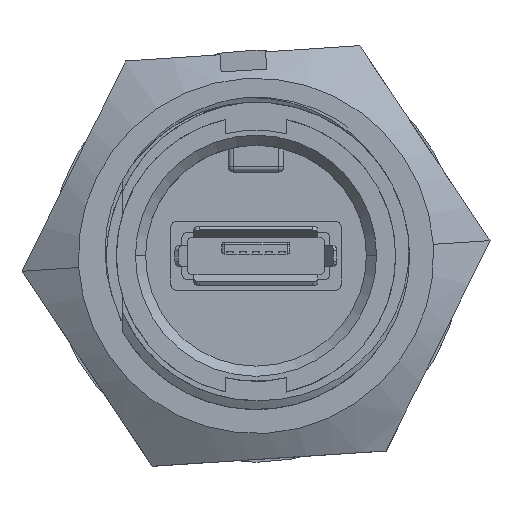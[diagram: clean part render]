
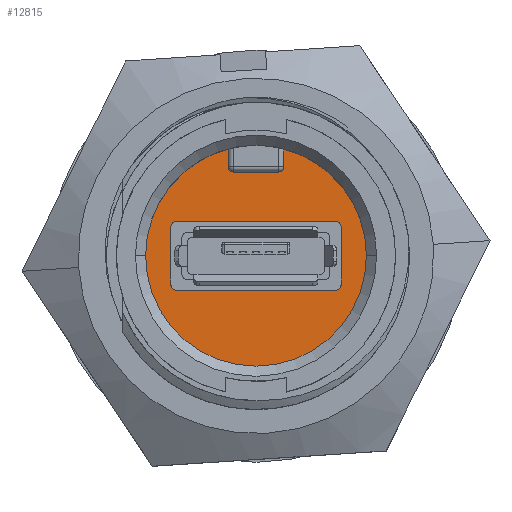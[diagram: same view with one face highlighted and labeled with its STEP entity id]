
A CAD part, top view. The second image highlights one B-rep face of the part: STEP entity #12815.
In plain terms, the highlighted planar face has unit normal (0, 0, 1).
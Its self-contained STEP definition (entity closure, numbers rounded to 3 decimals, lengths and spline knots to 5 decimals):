
#216 = ORIENTED_EDGE ( 'NONE', *, *, #7356, .T. ) ;
#325 = CIRCLE ( 'NONE', #28792, 0.2175 ) ;
#448 = DIRECTION ( 'NONE',  ( 0., 1., 0. ) ) ;
#573 = EDGE_CURVE ( 'NONE', #12502, #26824, #29423, .T. ) ;
#662 = CIRCLE ( 'NONE', #20564, 0.2175 ) ;
#681 = DIRECTION ( 'NONE',  ( -1., 0., 0. ) ) ;
#695 = CARTESIAN_POINT ( 'NONE',  ( -0.1675, 0.0575, -0.165 ) ) ;
#1169 = CARTESIAN_POINT ( 'NONE',  ( -0.1675, -0.0675, -0.165 ) ) ;
#1176 = CIRCLE ( 'NONE', #6519, 0.01 ) ;
#1299 = VECTOR ( 'NONE', #16272, 39.37008 ) ;
#1387 = CARTESIAN_POINT ( 'NONE',  ( 0., 0., -0.165 ) ) ;
#1605 = DIRECTION ( 'NONE',  ( -1., 0., 0. ) ) ;
#1883 = EDGE_CURVE ( 'NONE', #20385, #12311, #4913, .T. ) ;
#1968 = CARTESIAN_POINT ( 'NONE',  ( -0.1575, 0.0575, -0.165 ) ) ;
#2249 = EDGE_CURVE ( 'NONE', #12311, #14249, #1176, .T. ) ;
#2330 = AXIS2_PLACEMENT_3D ( 'NONE', #19972, #5596, #22389 ) ;
#2348 = CARTESIAN_POINT ( 'NONE',  ( 0.1675, 0.0575, -0.165 ) ) ;
#3316 = CARTESIAN_POINT ( 'NONE',  ( 0.1575, -0.0675, -0.165 ) ) ;
#3595 = DIRECTION ( 'NONE',  ( 0., 1., 0. ) ) ;
#3806 = DIRECTION ( 'NONE',  ( -1., 0., 0. ) ) ;
#3841 = EDGE_CURVE ( 'NONE', #10399, #20337, #11243, .T. ) ;
#4383 = DIRECTION ( 'NONE',  ( -1., 0., 0. ) ) ;
#4430 = DIRECTION ( 'NONE',  ( -1., 0., 0. ) ) ;
#4490 = VECTOR ( 'NONE', #30115, 39.37008 ) ;
#4582 = CARTESIAN_POINT ( 'NONE',  ( -0.045, 0.175, -0.165 ) ) ;
#4913 = LINE ( 'NONE', #1169, #16942 ) ;
#5076 = CIRCLE ( 'NONE', #22398, 0.01 ) ;
#5596 = DIRECTION ( 'NONE',  ( 0., 0., -1. ) ) ;
#5633 = FACE_OUTER_BOUND ( 'NONE', #25896, .T. ) ;
#5737 = ORIENTED_EDGE ( 'NONE', *, *, #26834, .T. ) ;
#6519 = AXIS2_PLACEMENT_3D ( 'NONE', #1968, #18761, #4383 ) ;
#6591 = AXIS2_PLACEMENT_3D ( 'NONE', #22015, #7612, #24441 ) ;
#6930 = VECTOR ( 'NONE', #6960, 39.37008 ) ;
#6960 = DIRECTION ( 'NONE',  ( -1., 0., 0. ) ) ;
#6996 = DIRECTION ( 'NONE',  ( -1., 0., 0. ) ) ;
#7356 = EDGE_CURVE ( 'NONE', #28569, #20385, #29205, .T. ) ;
#7612 = DIRECTION ( 'NONE',  ( 0., 0., 1. ) ) ;
#7653 = LINE ( 'NONE', #30572, #1299 ) ;
#7944 = ORIENTED_EDGE ( 'NONE', *, *, #14221, .T. ) ;
#8172 = ORIENTED_EDGE ( 'NONE', *, *, #2249, .T. ) ;
#8198 = CARTESIAN_POINT ( 'NONE',  ( 0., 0., -0.165 ) ) ;
#8298 = CARTESIAN_POINT ( 'NONE',  ( -0.2175, 0., -0.165 ) ) ;
#8448 = CARTESIAN_POINT ( 'NONE',  ( 0.055, 0.175, -0.165 ) ) ;
#8648 = EDGE_CURVE ( 'NONE', #14249, #26460, #18986, .T. ) ;
#9026 = AXIS2_PLACEMENT_3D ( 'NONE', #16404, #18814, #4430 ) ;
#9058 = CARTESIAN_POINT ( 'NONE',  ( -0.1575, -0.0575, -0.165 ) ) ;
#9360 = CARTESIAN_POINT ( 'NONE',  ( 0.1675, -0.0675, -0.165 ) ) ;
#9600 = EDGE_CURVE ( 'NONE', #20337, #28569, #11077, .T. ) ;
#9935 = VERTEX_POINT ( 'NONE', #14853 ) ;
#10122 = LINE ( 'NONE', #15720, #4490 ) ;
#10354 = EDGE_CURVE ( 'NONE', #19065, #29993, #7653, .T. ) ;
#10399 = VERTEX_POINT ( 'NONE', #25948 ) ;
#10617 = DIRECTION ( 'NONE',  ( -1., 0., 0. ) ) ;
#11077 = LINE ( 'NONE', #9360, #6930 ) ;
#11078 = VECTOR ( 'NONE', #16251, 39.37008 ) ;
#11243 = CIRCLE ( 'NONE', #12803, 0.01 ) ;
#11244 = FACE_BOUND ( 'NONE', #23699, .T. ) ;
#11245 = ORIENTED_EDGE ( 'NONE', *, *, #27910, .T. ) ;
#11381 = DIRECTION ( 'NONE',  ( 1., 0., 0. ) ) ;
#11487 = DIRECTION ( 'NONE',  ( -1., 0., 0. ) ) ;
#11762 = CARTESIAN_POINT ( 'NONE',  ( -0.1675, -0.0575, -0.165 ) ) ;
#12311 = VERTEX_POINT ( 'NONE', #695 ) ;
#12502 = VERTEX_POINT ( 'NONE', #8448 ) ;
#12526 = EDGE_CURVE ( 'NONE', #24273, #10399, #10122, .T. ) ;
#12803 = AXIS2_PLACEMENT_3D ( 'NONE', #30404, #15998, #1605 ) ;
#12815 = ADVANCED_FACE ( 'NONE', ( #11244, #5633 ), #13982, .F. ) ;
#12955 = ORIENTED_EDGE ( 'NONE', *, *, #17944, .T. ) ;
#13381 = CIRCLE ( 'NONE', #29356, 0.01 ) ;
#13568 = ORIENTED_EDGE ( 'NONE', *, *, #573, .F. ) ;
#13847 = CARTESIAN_POINT ( 'NONE',  ( -0.025, 0.165, -0.165 ) ) ;
#13982 = PLANE ( 'NONE',  #9026 ) ;
#14221 = EDGE_CURVE ( 'NONE', #26495, #26824, #325, .T. ) ;
#14249 = VERTEX_POINT ( 'NONE', #15788 ) ;
#14853 = CARTESIAN_POINT ( 'NONE',  ( -0.045, 0.165, -0.165 ) ) ;
#15071 = DIRECTION ( 'NONE',  ( 0., 0., -1. ) ) ;
#15671 = EDGE_CURVE ( 'NONE', #15743, #26495, #662, .T. ) ;
#15720 = CARTESIAN_POINT ( 'NONE',  ( 0.1675, -0.0675, -0.165 ) ) ;
#15743 = VERTEX_POINT ( 'NONE', #8298 ) ;
#15788 = CARTESIAN_POINT ( 'NONE',  ( -0.1575, 0.0675, -0.165 ) ) ;
#15998 = DIRECTION ( 'NONE',  ( 0., 0., -1. ) ) ;
#16251 = DIRECTION ( 'NONE',  ( 1., 0., 0. ) ) ;
#16272 = DIRECTION ( 'NONE',  ( 0., -1., 0. ) ) ;
#16404 = CARTESIAN_POINT ( 'NONE',  ( 0., 0., -0.165 ) ) ;
#16606 = VECTOR ( 'NONE', #448, 39.37008 ) ;
#16639 = AXIS2_PLACEMENT_3D ( 'NONE', #9058, #25884, #11487 ) ;
#16942 = VECTOR ( 'NONE', #3595, 39.37008 ) ;
#17078 = ORIENTED_EDGE ( 'NONE', *, *, #3841, .T. ) ;
#17944 = EDGE_CURVE ( 'NONE', #9935, #29993, #5076, .T. ) ;
#18009 = ORIENTED_EDGE ( 'NONE', *, *, #23113, .T. ) ;
#18168 = DIRECTION ( 'NONE',  ( 0., 0., 1. ) ) ;
#18206 = CIRCLE ( 'NONE', #6591, 0.2175 ) ;
#18344 = EDGE_CURVE ( 'NONE', #9935, #18768, #24619, .T. ) ;
#18761 = DIRECTION ( 'NONE',  ( 0., 0., -1. ) ) ;
#18768 = VERTEX_POINT ( 'NONE', #28518 ) ;
#18814 = DIRECTION ( 'NONE',  ( 0., 0., -1. ) ) ;
#18986 = LINE ( 'NONE', #25790, #24646 ) ;
#19065 = VERTEX_POINT ( 'NONE', #27058 ) ;
#19972 = CARTESIAN_POINT ( 'NONE',  ( 0.1575, 0.0575, -0.165 ) ) ;
#20056 = ORIENTED_EDGE ( 'NONE', *, *, #15671, .T. ) ;
#20262 = ORIENTED_EDGE ( 'NONE', *, *, #10354, .F. ) ;
#20337 = VERTEX_POINT ( 'NONE', #3316 ) ;
#20385 = VERTEX_POINT ( 'NONE', #11762 ) ;
#20406 = CARTESIAN_POINT ( 'NONE',  ( 0.1575, 0.0675, -0.165 ) ) ;
#20564 = AXIS2_PLACEMENT_3D ( 'NONE', #8198, #25018, #10617 ) ;
#20617 = ORIENTED_EDGE ( 'NONE', *, *, #8648, .T. ) ;
#21381 = DIRECTION ( 'NONE',  ( 0., 0., -1. ) ) ;
#22015 = CARTESIAN_POINT ( 'NONE',  ( 0., 0., -0.165 ) ) ;
#22072 = CARTESIAN_POINT ( 'NONE',  ( 0.055, 0.21043, -0.165 ) ) ;
#22204 = CARTESIAN_POINT ( 'NONE',  ( 0.055, 0.21043, -0.165 ) ) ;
#22389 = DIRECTION ( 'NONE',  ( -1., 0., 0. ) ) ;
#22398 = AXIS2_PLACEMENT_3D ( 'NONE', #4582, #21381, #6996 ) ;
#23113 = EDGE_CURVE ( 'NONE', #26460, #24273, #24895, .T. ) ;
#23699 = EDGE_LOOP ( 'NONE', ( #27173, #17078, #28729, #216, #28477, #8172, #20617, #18009 ) ) ;
#24089 = CARTESIAN_POINT ( 'NONE',  ( -0.1575, -0.0675, -0.165 ) ) ;
#24273 = VERTEX_POINT ( 'NONE', #2348 ) ;
#24441 = DIRECTION ( 'NONE',  ( -1., 0., 0. ) ) ;
#24619 = LINE ( 'NONE', #13847, #11078 ) ;
#24646 = VECTOR ( 'NONE', #11381, 39.37008 ) ;
#24895 = CIRCLE ( 'NONE', #2330, 0.01 ) ;
#25018 = DIRECTION ( 'NONE',  ( 0., 0., 1. ) ) ;
#25234 = CARTESIAN_POINT ( 'NONE',  ( 0.2175, 0., -0.165 ) ) ;
#25790 = CARTESIAN_POINT ( 'NONE',  ( 0.1675, 0.0675, -0.165 ) ) ;
#25884 = DIRECTION ( 'NONE',  ( 0., 0., -1. ) ) ;
#25896 = EDGE_LOOP ( 'NONE', ( #20262, #11245, #20056, #7944, #13568, #5737, #26863, #12955 ) ) ;
#25948 = CARTESIAN_POINT ( 'NONE',  ( 0.1675, -0.0575, -0.165 ) ) ;
#26460 = VERTEX_POINT ( 'NONE', #20406 ) ;
#26495 = VERTEX_POINT ( 'NONE', #25234 ) ;
#26824 = VERTEX_POINT ( 'NONE', #22204 ) ;
#26834 = EDGE_CURVE ( 'NONE', #12502, #18768, #13381, .T. ) ;
#26863 = ORIENTED_EDGE ( 'NONE', *, *, #18344, .F. ) ;
#27058 = CARTESIAN_POINT ( 'NONE',  ( -0.055, 0.21043, -0.165 ) ) ;
#27173 = ORIENTED_EDGE ( 'NONE', *, *, #12526, .T. ) ;
#27910 = EDGE_CURVE ( 'NONE', #19065, #15743, #18206, .T. ) ;
#28477 = ORIENTED_EDGE ( 'NONE', *, *, #1883, .T. ) ;
#28518 = CARTESIAN_POINT ( 'NONE',  ( 0.045, 0.165, -0.165 ) ) ;
#28569 = VERTEX_POINT ( 'NONE', #24089 ) ;
#28729 = ORIENTED_EDGE ( 'NONE', *, *, #9600, .T. ) ;
#28792 = AXIS2_PLACEMENT_3D ( 'NONE', #1387, #18168, #3806 ) ;
#28946 = CARTESIAN_POINT ( 'NONE',  ( -0.055, 0.175, -0.165 ) ) ;
#29205 = CIRCLE ( 'NONE', #16639, 0.01 ) ;
#29356 = AXIS2_PLACEMENT_3D ( 'NONE', #29473, #15071, #681 ) ;
#29423 = LINE ( 'NONE', #22072, #16606 ) ;
#29473 = CARTESIAN_POINT ( 'NONE',  ( 0.045, 0.175, -0.165 ) ) ;
#29993 = VERTEX_POINT ( 'NONE', #28946 ) ;
#30115 = DIRECTION ( 'NONE',  ( 0., -1., 0. ) ) ;
#30404 = CARTESIAN_POINT ( 'NONE',  ( 0.1575, -0.0575, -0.165 ) ) ;
#30572 = CARTESIAN_POINT ( 'NONE',  ( -0.055, 0.21043, -0.165 ) ) ;
